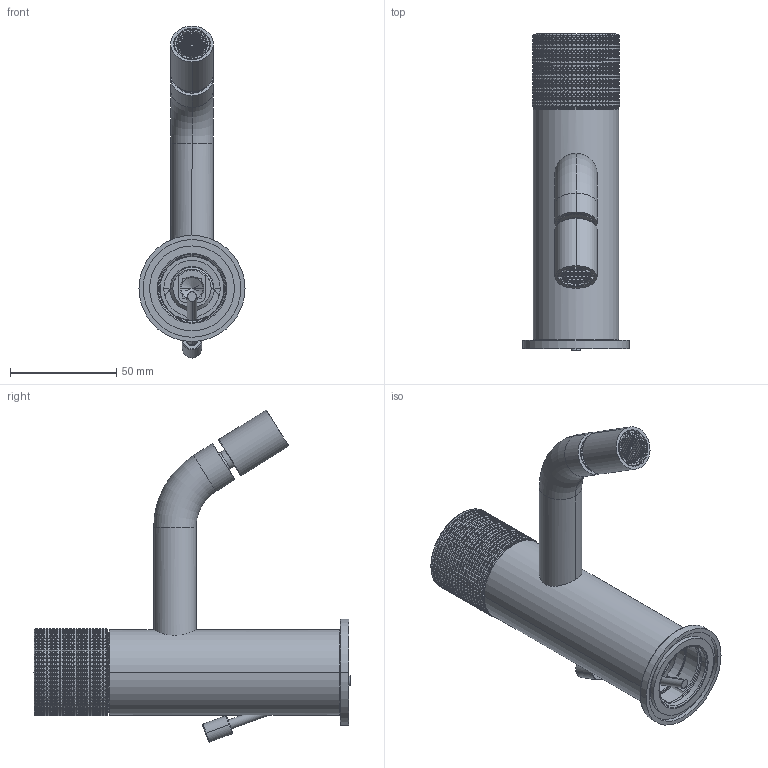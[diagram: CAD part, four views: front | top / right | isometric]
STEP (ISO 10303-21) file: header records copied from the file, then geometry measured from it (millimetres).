
FILE_DESCRIPTION((''),'2;1');
FILE_NAME('ALOG300_001','2023-05-09T17:39:58',('michelaferrini'),(''),'CREO PARAMETRIC BY PTC INC, 2022164','CREO PARAMETRIC BY PTC INC, 2022164','');
FILE_SCHEMA(('CONFIG_CONTROL_DESIGN'));
Length unit declared in the file: millimetre
Products named in the file (16): ALOG300C001; ALOG007C004; ALOG300W001; SARPKC0020; SORPKC0014; SARPKC0022; SARPKC0021; SORPKC0015; SARPKC0004; SARPKA0002; SCCMAC0007; ALOG005C006; SBTMAC0002; SASMAC0001_AF0; SPCMAC0001; ALOG300_001
Assembly tree (15 placements, depth 3):
  ALOG300_001
    ALOG300W001
      ALOG300C001
      ALOG007C004
    SARPKA0002
      SARPKC0020
      SORPKC0014
      SARPKC0022
      SARPKC0021
      SORPKC0015
      SARPKC0004
    SCCMAC0007
    ALOG005C006
    SBTMAC0002
    SASMAC0001_AF0
    SPCMAC0001
Bounding box: 50 x 149.33 x 156.42 mm (x, y, z)
Volume: 79848 mm3; surface area: 73645.6 mm2
Topology: 14 solids, 24 shells, 6664 faces, 14275 edges, 7639 vertices
Faces by surface type: plane 3032, cone 2266, cylinder 1282, torus 66, bspline 12, sphere 6
Entity records: 188203 total; most frequent: CARTESIAN_POINT 52580, ORIENTED_EDGE 28498, DIRECTION 27056, EDGE_CURVE 14269, AXIS2_PLACEMENT_3D 10662, VERTEX_POINT 7640, EDGE_LOOP 6911, FACE_OUTER_BOUND 6664
